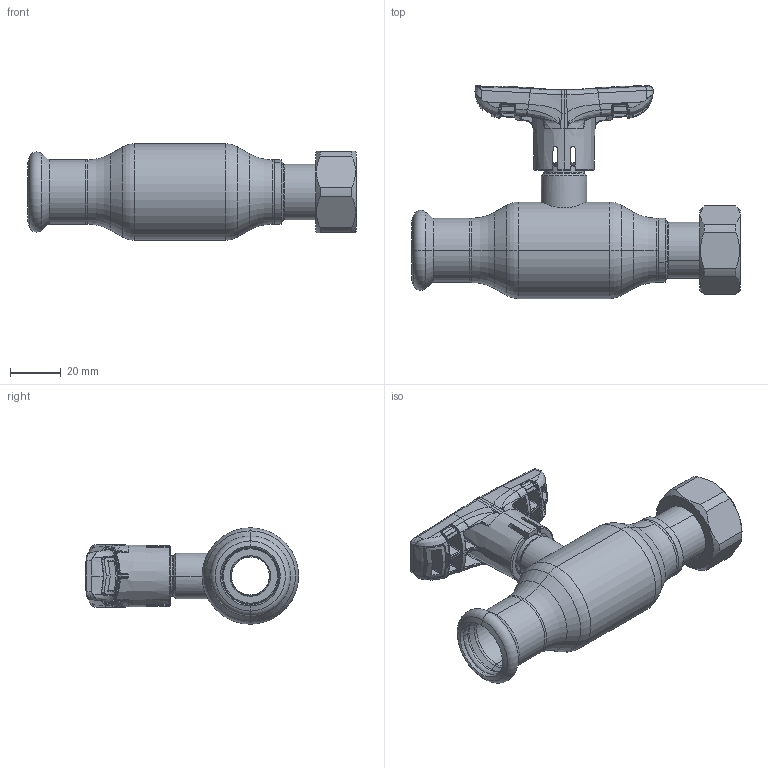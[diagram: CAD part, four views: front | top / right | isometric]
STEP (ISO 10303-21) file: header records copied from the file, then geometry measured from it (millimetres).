
FILE_DESCRIPTION (( 'STEP AP214' ), '1' );
FILE_NAME ('1020001410-1400.step', '2024-01-15T11:22:38', ( '' ), ( '' ), 'SwSTEP 2.0', 'SolidWorks 2021', '' );
FILE_SCHEMA (( 'AUTOMOTIVE_DESIGN' ));
Length unit declared in the file: millimetre
Products named in the file (1): 1020001410-1400
Bounding box: 129.5 x 83.99 x 38 mm (x, y, z)
Surface area: 29071.9 mm2 (no closed solid volume)
Topology: 0 solids, 10 shells, 734 faces, 2147 edges, 1332 vertices
Faces by surface type: bspline 561, plane 57, cylinder 48, cone 35, torus 23, sphere 10
Entity records: 55442 total; most frequent: CARTESIAN_POINT 32980, ORIENTED_EDGE 3743, EDGE_CURVE 2131, DIRECTION 1564, B_SPLINE_CURVE_WITH_KNOTS 1428, VERTEX_POINT 1328, EDGE_LOOP 744, UNCERTAINTY_MEASURE_WITH_UNIT 736
